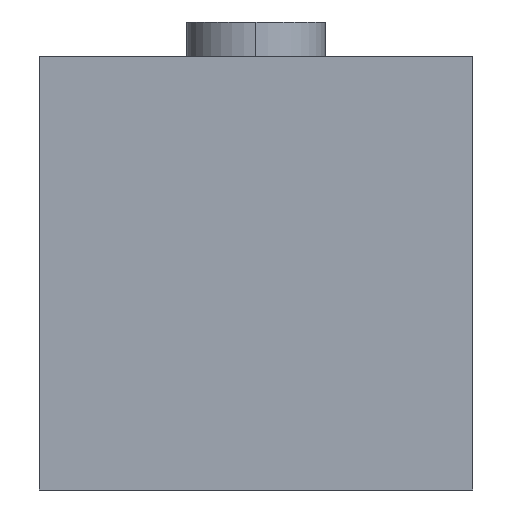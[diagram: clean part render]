
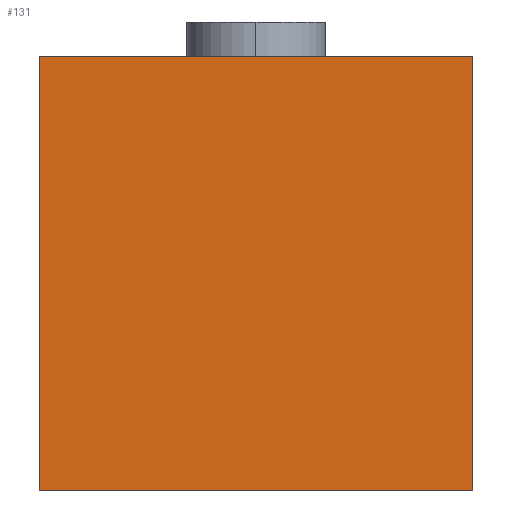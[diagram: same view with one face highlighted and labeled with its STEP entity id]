
A CAD part, left-side view. The second image highlights one B-rep face of the part: STEP entity #131.
In plain terms, the highlighted planar face has unit normal (-1, 0, 0).
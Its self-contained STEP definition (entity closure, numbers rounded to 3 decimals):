
#1=DIRECTION('',(0.,0.,1.));
#2=VECTOR('',#1,25.);
#3=CARTESIAN_POINT('',(-22.5,0.,-12.5));
#4=LINE('',#3,#2);
#17=DIRECTION('',(0.,1.,0.));
#18=VECTOR('',#17,25.);
#19=CARTESIAN_POINT('',(-22.5,0.,-12.5));
#20=LINE('',#19,#18);
#29=DIRECTION('',(0.,1.,0.));
#30=VECTOR('',#29,25.);
#31=CARTESIAN_POINT('',(-22.5,0.,12.5));
#32=LINE('',#31,#30);
#43=DIRECTION('',(0.,0.,1.));
#44=VECTOR('',#43,25.);
#45=CARTESIAN_POINT('',(-22.5,25.,-12.5));
#46=LINE('',#45,#44);
#77=CARTESIAN_POINT('',(-22.5,0.,-12.5));
#78=CARTESIAN_POINT('',(-22.5,0.,12.5));
#79=VERTEX_POINT('',#77);
#80=VERTEX_POINT('',#78);
#85=CARTESIAN_POINT('',(-22.5,25.,-12.5));
#86=CARTESIAN_POINT('',(-22.5,25.,12.5));
#87=VERTEX_POINT('',#85);
#88=VERTEX_POINT('',#86);
#117=CARTESIAN_POINT('',(-22.5,0.,-12.5));
#118=DIRECTION('',(-1.,0.,0.));
#119=DIRECTION('',(0.,0.,1.));
#120=AXIS2_PLACEMENT_3D('',#117,#118,#119);
#121=PLANE('',#120);
#122=ORIENTED_EDGE('',*,*,#106,.F.);
#124=ORIENTED_EDGE('',*,*,#123,.T.);
#126=ORIENTED_EDGE('',*,*,#125,.T.);
#128=ORIENTED_EDGE('',*,*,#127,.F.);
#129=EDGE_LOOP('',(#122,#124,#126,#128));
#130=FACE_OUTER_BOUND('',#129,.F.);
#131=ADVANCED_FACE('',(#130),#121,.T.);
#106=EDGE_CURVE('',#79,#80,#4,.T.);
#123=EDGE_CURVE('',#79,#87,#20,.T.);
#125=EDGE_CURVE('',#87,#88,#46,.T.);
#127=EDGE_CURVE('',#80,#88,#32,.T.);
